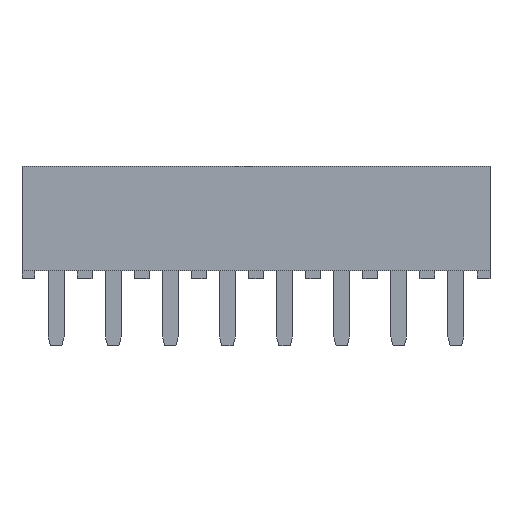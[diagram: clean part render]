
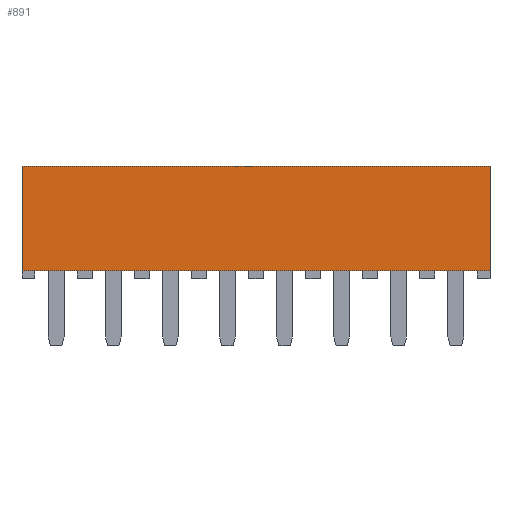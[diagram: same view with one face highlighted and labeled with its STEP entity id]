
A CAD part, top view. The second image highlights one B-rep face of the part: STEP entity #891.
In plain terms, the highlighted planar face has unit normal (0, 0, 1).
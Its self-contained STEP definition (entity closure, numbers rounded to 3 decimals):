
#714 = EDGE_CURVE ( 'NONE', #2093, #2102, #3142, .T. ) ;
#720 = EDGE_CURVE ( 'NONE', #2072, #2056, #3241, .T. ) ;
#778 = EDGE_CURVE ( 'NONE', #2056, #2102, #3262, .T. ) ;
#791 = EDGE_CURVE ( 'NONE', #2072, #2093, #3349, .T. ) ;
#891 = ADVANCED_FACE ( 'NONE', ( #3327 ), #3881, .T. ) ;
#996 = ORIENTED_EDGE ( 'NONE', *, *, #791, .F. ) ;
#1031 = ORIENTED_EDGE ( 'NONE', *, *, #714, .F. ) ;
#1055 = ORIENTED_EDGE ( 'NONE', *, *, #720, .T. ) ;
#1072 = ORIENTED_EDGE ( 'NONE', *, *, #778, .T. ) ;
#2056 = VERTEX_POINT ( 'NONE', #4162 ) ;
#2072 = VERTEX_POINT ( 'NONE', #4115 ) ;
#2093 = VERTEX_POINT ( 'NONE', #4119 ) ;
#2102 = VERTEX_POINT ( 'NONE', #4142 ) ;
#2135 = AXIS2_PLACEMENT_3D ( 'NONE', #3893, #3887, #3912 ) ;
#3142 = LINE ( 'NONE', #3714, #3232 ) ;
#3221 = VECTOR ( 'NONE', #3729, 1000. ) ;
#3232 = VECTOR ( 'NONE', #3744, 1000. ) ;
#3241 = LINE ( 'NONE', #3728, #3221 ) ;
#3256 = VECTOR ( 'NONE', #3835, 1000. ) ;
#3262 = LINE ( 'NONE', #3820, #3256 ) ;
#3327 = FACE_OUTER_BOUND ( 'NONE', #4492, .T. ) ;
#3334 = VECTOR ( 'NONE', #3872, 1000. ) ;
#3349 = LINE ( 'NONE', #3848, #3334 ) ;
#3714 = CARTESIAN_POINT ( 'NONE',  ( 0., 0., 0. ) ) ;
#3728 = CARTESIAN_POINT ( 'NONE',  ( 0., -4.65, 0. ) ) ;
#3729 = DIRECTION ( 'NONE',  ( 1., 0., 0. ) ) ;
#3744 = DIRECTION ( 'NONE',  ( 1., 0., 0. ) ) ;
#3820 = CARTESIAN_POINT ( 'NONE',  ( 20.82, -4.65, 0. ) ) ;
#3835 = DIRECTION ( 'NONE',  ( 0., 1., 0. ) ) ;
#3848 = CARTESIAN_POINT ( 'NONE',  ( 0., -4.65, 0. ) ) ;
#3872 = DIRECTION ( 'NONE',  ( 0., 1., 0. ) ) ;
#3881 = PLANE ( 'NONE',  #2135 ) ;
#3887 = DIRECTION ( 'NONE',  ( 0., 0., 1. ) ) ;
#3893 = CARTESIAN_POINT ( 'NONE',  ( 0., -4.65, 0. ) ) ;
#3912 = DIRECTION ( 'NONE',  ( 1., 0., 0. ) ) ;
#4115 = CARTESIAN_POINT ( 'NONE',  ( 0., -4.65, 0. ) ) ;
#4119 = CARTESIAN_POINT ( 'NONE',  ( 0., 0., 0. ) ) ;
#4142 = CARTESIAN_POINT ( 'NONE',  ( 20.82, 0., 0. ) ) ;
#4162 = CARTESIAN_POINT ( 'NONE',  ( 20.82, -4.65, 0. ) ) ;
#4492 = EDGE_LOOP ( 'NONE', ( #1031, #996, #1055, #1072 ) ) ;
